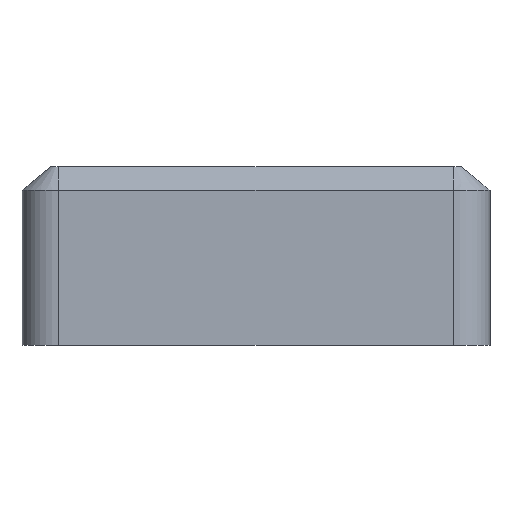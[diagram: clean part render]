
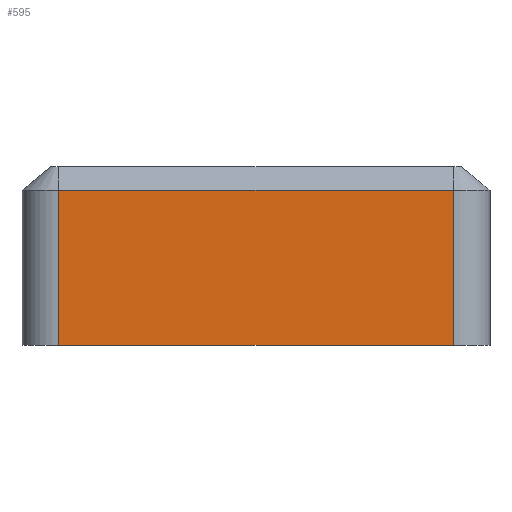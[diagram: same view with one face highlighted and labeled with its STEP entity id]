
A CAD part, front view. The second image highlights one B-rep face of the part: STEP entity #595.
In plain terms, the highlighted planar face has unit normal (0, -1, 0).
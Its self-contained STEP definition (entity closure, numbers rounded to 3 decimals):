
#121=FACE_OUTER_BOUND('',#175,.T.);
#175=EDGE_LOOP('',(#515,#516,#517,#518));
#187=LINE('',#916,#227);
#214=LINE('',#1043,#254);
#215=LINE('',#1047,#255);
#216=LINE('',#1048,#256);
#227=VECTOR('',#717,10.);
#254=VECTOR('',#872,10.);
#255=VECTOR('',#877,10.);
#256=VECTOR('',#878,10.);
#264=VERTEX_POINT('',#902);
#268=VERTEX_POINT('',#914);
#304=VERTEX_POINT('',#1042);
#305=VERTEX_POINT('',#1046);
#319=EDGE_CURVE('',#268,#264,#187,.T.);
#376=EDGE_CURVE('',#304,#264,#214,.T.);
#378=EDGE_CURVE('',#305,#268,#215,.T.);
#379=EDGE_CURVE('',#305,#304,#216,.T.);
#515=ORIENTED_EDGE('',*,*,#319,.F.);
#516=ORIENTED_EDGE('',*,*,#378,.F.);
#517=ORIENTED_EDGE('',*,*,#379,.T.);
#518=ORIENTED_EDGE('',*,*,#376,.T.);
#554=PLANE('',#686);
#595=ADVANCED_FACE('',(#121),#554,.T.);
#686=AXIS2_PLACEMENT_3D('',#1045,#875,#876);
#717=DIRECTION('',(1.,0.,0.));
#872=DIRECTION('',(0.,0.,1.));
#875=DIRECTION('center_axis',(0.,-1.,0.));
#876=DIRECTION('ref_axis',(1.,0.,0.));
#877=DIRECTION('',(0.,0.,1.));
#878=DIRECTION('',(1.,0.,0.));
#902=CARTESIAN_POINT('',(46.,0.1,16.5));
#914=CARTESIAN_POINT('',(4.,0.1,16.5));
#916=CARTESIAN_POINT('',(14.5,0.1,16.5));
#1042=CARTESIAN_POINT('',(46.,0.1,0.));
#1043=CARTESIAN_POINT('',(46.,0.1,0.));
#1045=CARTESIAN_POINT('Origin',(4.,0.1,0.));
#1046=CARTESIAN_POINT('',(4.,0.1,0.));
#1047=CARTESIAN_POINT('',(4.,0.1,0.));
#1048=CARTESIAN_POINT('',(4.,0.1,0.));
